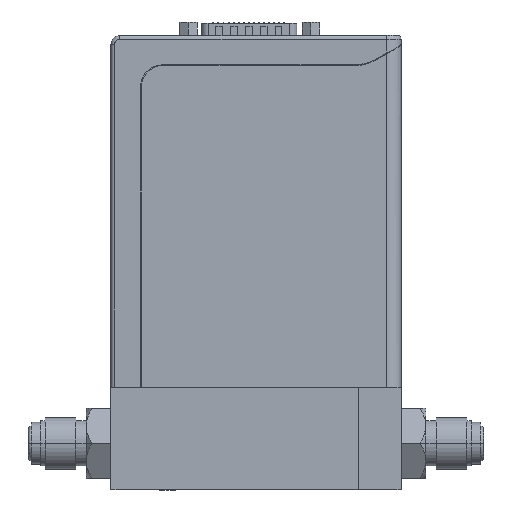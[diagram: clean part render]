
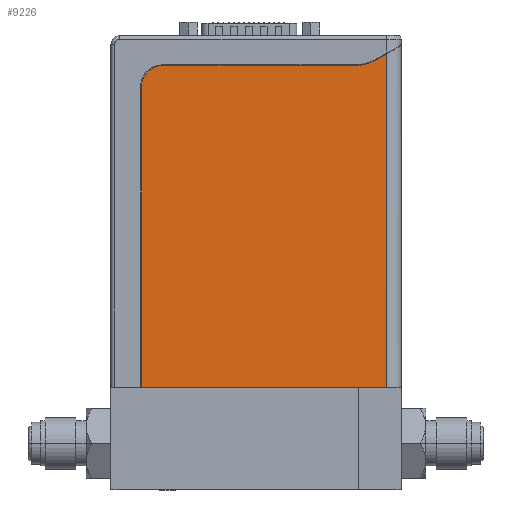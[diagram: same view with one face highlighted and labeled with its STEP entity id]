
A CAD part, left-side view. The second image highlights one B-rep face of the part: STEP entity #9226.
In plain terms, the highlighted planar face has unit normal (-1, 0, 0).
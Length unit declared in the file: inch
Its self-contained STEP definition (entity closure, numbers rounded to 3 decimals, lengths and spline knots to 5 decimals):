
#68 = CIRCLE ( 'NONE', #1036, 0.22835 ) ;
#306 = EDGE_CURVE ( 'NONE', #15843, #13085, #8477, .T. ) ;
#510 = DIRECTION ( 'NONE',  ( 0., 0., 1. ) ) ;
#898 = ORIENTED_EDGE ( 'NONE', *, *, #21058, .F. ) ;
#916 = VERTEX_POINT ( 'NONE', #10200 ) ;
#1036 = AXIS2_PLACEMENT_3D ( 'NONE', #5258, #16600, #6885 ) ;
#1049 = VECTOR ( 'NONE', #510, 39.37008 ) ;
#1598 = CARTESIAN_POINT ( 'NONE',  ( -1.12106, 2.33071, 4.32283 ) ) ;
#1666 = CIRCLE ( 'NONE', #12453, 0.47244 ) ;
#1684 = VECTOR ( 'NONE', #2825, 39.37008 ) ;
#1688 = DIRECTION ( 'NONE',  ( 0., 0., -1. ) ) ;
#2825 = DIRECTION ( 'NONE',  ( 0., 1., 0. ) ) ;
#3057 = PLANE ( 'NONE',  #18707 ) ;
#3321 = EDGE_CURVE ( 'NONE', #17787, #6525, #68, .T. ) ;
#3412 = ORIENTED_EDGE ( 'NONE', *, *, #16871, .F. ) ;
#4333 = ORIENTED_EDGE ( 'NONE', *, *, #3321, .F. ) ;
#4389 = DIRECTION ( 'NONE',  ( -1., 0., 0. ) ) ;
#4500 = LINE ( 'NONE', #5696, #14176 ) ;
#5258 = CARTESIAN_POINT ( 'NONE',  ( -1.12106, 2.10236, 4.32283 ) ) ;
#5696 = CARTESIAN_POINT ( 'NONE',  ( -1.12106, 2.10236, 4.55118 ) ) ;
#5925 = EDGE_CURVE ( 'NONE', #14387, #17787, #10258, .T. ) ;
#5997 = LINE ( 'NONE', #17366, #1684 ) ;
#6155 = CARTESIAN_POINT ( 'NONE',  ( -1.12106, -0.19127, 4.61448 ) ) ;
#6525 = VERTEX_POINT ( 'NONE', #18317 ) ;
#6885 = DIRECTION ( 'NONE',  ( 0., 0., 1. ) ) ;
#7784 = EDGE_CURVE ( 'NONE', #916, #15843, #20098, .T. ) ;
#8035 = DIRECTION ( 'NONE',  ( 1., 0., 0. ) ) ;
#8263 = CARTESIAN_POINT ( 'NONE',  ( -1.12106, -0.29528, 1.10236 ) ) ;
#8477 = LINE ( 'NONE', #13071, #12797 ) ;
#9226 = ADVANCED_FACE ( 'NONE', ( #13894 ), #3057, .F. ) ;
#9914 = ORIENTED_EDGE ( 'NONE', *, *, #5925, .F. ) ;
#10102 = CARTESIAN_POINT ( 'NONE',  ( -1.12106, 2.33071, 1.10236 ) ) ;
#10200 = CARTESIAN_POINT ( 'NONE',  ( -1.12106, -0.19127, 4.61448 ) ) ;
#10258 = LINE ( 'NONE', #19988, #1049 ) ;
#10715 = EDGE_LOOP ( 'NONE', ( #19725, #17561, #20069, #3412, #4333, #9914, #898 ) ) ;
#12453 = AXIS2_PLACEMENT_3D ( 'NONE', #14141, #4389, #15740 ) ;
#12797 = VECTOR ( 'NONE', #1688, 39.37008 ) ;
#13071 = CARTESIAN_POINT ( 'NONE',  ( -1.12106, -0.29528, 4.32283 ) ) ;
#13085 = VERTEX_POINT ( 'NONE', #8263 ) ;
#13397 = VERTEX_POINT ( 'NONE', #20933 ) ;
#13894 = FACE_OUTER_BOUND ( 'NONE', #10715, .T. ) ;
#14141 = CARTESIAN_POINT ( 'NONE',  ( -1.12106, 0.04495, 5.02362 ) ) ;
#14176 = VECTOR ( 'NONE', #17027, 39.37008 ) ;
#14387 = VERTEX_POINT ( 'NONE', #10102 ) ;
#15740 = DIRECTION ( 'NONE',  ( 0., 0., 1. ) ) ;
#15843 = VERTEX_POINT ( 'NONE', #18746 ) ;
#15881 = DIRECTION ( 'NONE',  ( 0., -0.866, 0.5 ) ) ;
#16600 = DIRECTION ( 'NONE',  ( 1., 0., 0. ) ) ;
#16871 = EDGE_CURVE ( 'NONE', #6525, #13397, #4500, .T. ) ;
#17027 = DIRECTION ( 'NONE',  ( 0., -1., 0. ) ) ;
#17366 = CARTESIAN_POINT ( 'NONE',  ( -1.12106, 2.10236, 1.10236 ) ) ;
#17561 = ORIENTED_EDGE ( 'NONE', *, *, #7784, .F. ) ;
#17740 = CARTESIAN_POINT ( 'NONE',  ( -1.12106, 2.10236, 4.32283 ) ) ;
#17787 = VERTEX_POINT ( 'NONE', #1598 ) ;
#18317 = CARTESIAN_POINT ( 'NONE',  ( -1.12106, 2.10236, 4.55118 ) ) ;
#18517 = EDGE_CURVE ( 'NONE', #13397, #916, #1666, .T. ) ;
#18707 = AXIS2_PLACEMENT_3D ( 'NONE', #17740, #8035, #19388 ) ;
#18746 = CARTESIAN_POINT ( 'NONE',  ( -1.12106, -0.29528, 4.67452 ) ) ;
#19388 = DIRECTION ( 'NONE',  ( 0., 0., -1. ) ) ;
#19596 = VECTOR ( 'NONE', #15881, 39.37008 ) ;
#19725 = ORIENTED_EDGE ( 'NONE', *, *, #306, .F. ) ;
#19988 = CARTESIAN_POINT ( 'NONE',  ( -1.12106, 2.33071, 4.32283 ) ) ;
#20069 = ORIENTED_EDGE ( 'NONE', *, *, #18517, .F. ) ;
#20098 = LINE ( 'NONE', #6155, #19596 ) ;
#20933 = CARTESIAN_POINT ( 'NONE',  ( -1.12106, 0.04495, 4.55118 ) ) ;
#21058 = EDGE_CURVE ( 'NONE', #13085, #14387, #5997, .T. ) ;
